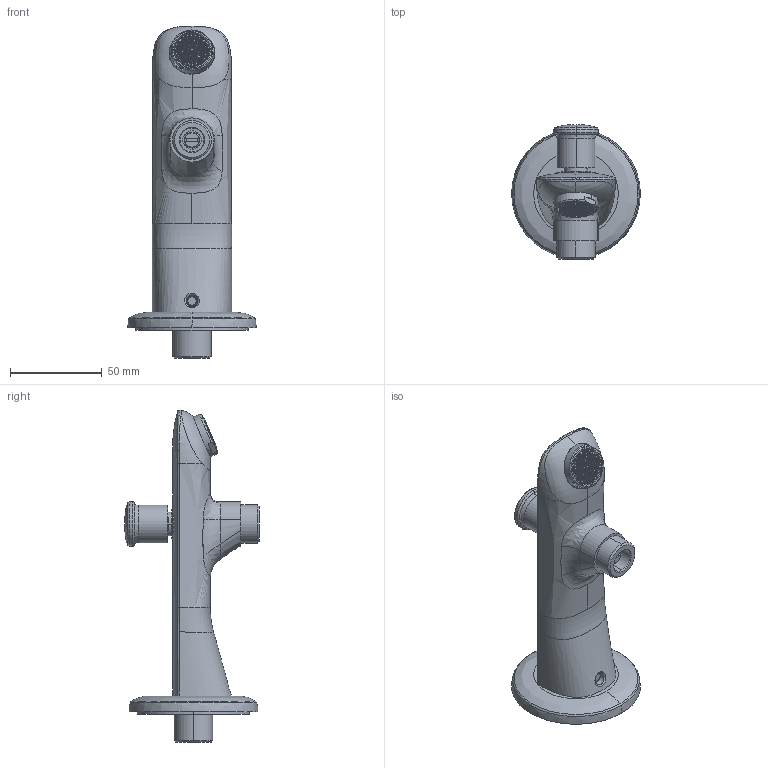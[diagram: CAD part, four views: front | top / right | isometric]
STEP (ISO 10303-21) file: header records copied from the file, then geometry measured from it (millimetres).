
FILE_DESCRIPTION((''),'2;1');
FILE_NAME('SPOUT_WITH_DIVERTER_NEW_ASM','2024-08-30T16:19:37',('10114295'),(''),'CREO PARAMETRIC BY PTC INC, 2022162','CREO PARAMETRIC BY PTC INC, 2022162','');
FILE_SCHEMA(('CONFIG_CONTROL_DESIGN'));
Products named in the file (28): 4215990000; 1580430699_AF0; 1581212899_AF0; 1581212899_AF1; 1581442899_AF0; 1581172999_AF0; 1582221699_AF0; 1581442799_AF0; 1581601899_AF0; 1580302750_AF0; 1581602199_AF0; 1581212799_AF0; 1581210599_AF0; _NEW_DIVERTER_UPDATE_-_STOCK-CO; 4211680000_ASM; A4227508_EINSATZ_MO_MOUSSEUR_I_; A4227509_EINSATZ_MO_MOUSSEUR_I_; A4227506_GEH_MOUSS-_MOUSSEUR_B_; A4227507_DICHTUNG__FLAT_SEAL_01; 400484040_MOUSSEUR_MOUSSEUR_013_ASM; M6; 158A907239; 4234730000; 4211699990; FF1-CN521G00000230; 158K618333; FF1-CN521G00000253; SPOUT_WITH_DIVERTER_NEW_ASM
Assembly tree (29 placements, depth 3):
  SPOUT_WITH_DIVERTER_NEW_ASM
    4215990000
    4211680000_ASM
      1580430699_AF0
      1581212899_AF0
      1581212899_AF1
      1581442899_AF0
      1581172999_AF0
      1582221699_AF0
      1581442799_AF0
      1581601899_AF0
      1580302750_AF0
      1581602199_AF0
      1581212799_AF0
      1581210599_AF0
      _NEW_DIVERTER_UPDATE_-_STOCK-CO
    400484040_MOUSSEUR_MOUSSEUR_013_ASM
      A4227508_EINSATZ_MO_MOUSSEUR_I_
      A4227509_EINSATZ_MO_MOUSSEUR_I_
      A4227506_GEH_MOUSS-_MOUSSEUR_B_
      A4227507_DICHTUNG__FLAT_SEAL_01
    M6
    158A907239
    4234730000
    4211699990
    FF1-CN521G00000230
    158K618333  x2
    FF1-CN521G00000253  x2
Bounding box: 70 x 73.12 x 180.46 mm (x, y, z)
Volume: 106559.5 mm3; surface area: 69893.9 mm2
Topology: 26 solids, 26 shells, 2047 faces, 5815 edges, 3767 vertices
Faces by surface type: plane 1482, cylinder 229, cone 122, torus 100, bspline 85, extrusion 17, revolution 12
Entity records: 87436 total; most frequent: CARTESIAN_POINT 33375, ORIENTED_EDGE 11474, DIRECTION 10404, EDGE_CURVE 5737, VECTOR 4464, LINE 4447, VERTEX_POINT 3728, AXIS2_PLACEMENT_3D 2964
